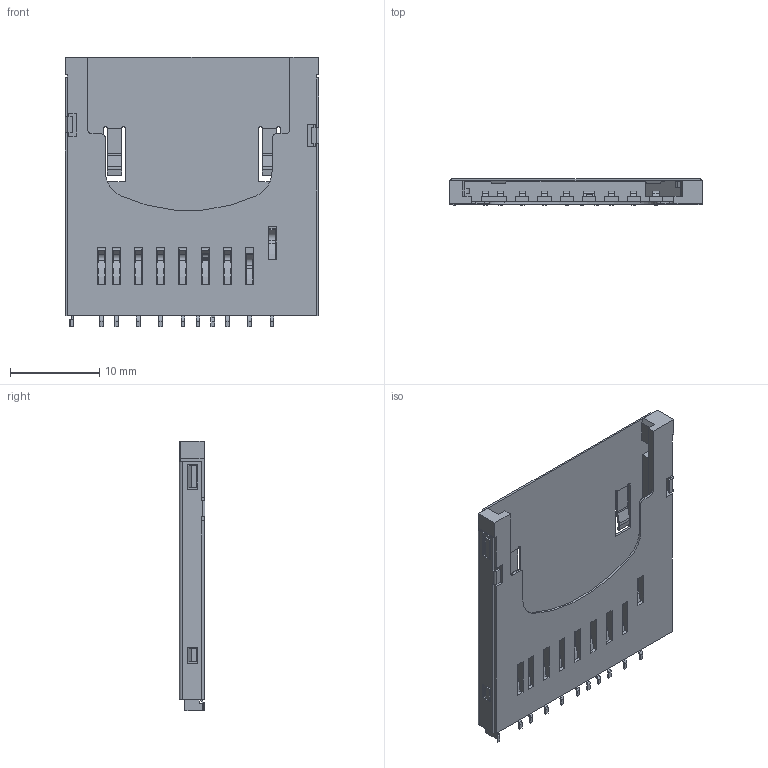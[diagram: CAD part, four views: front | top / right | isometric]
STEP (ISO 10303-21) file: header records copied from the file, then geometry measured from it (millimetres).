
FILE_DESCRIPTION(('STEP AP214'),'1');
FILE_NAME('10067847011rlf.stp','2015-01-27T22:45:50',('TraceParts'),('TraceParts S.A.'),'XStep 1.0',' ',' ');
FILE_SCHEMA(('automotive_design'));
Length unit declared in the file: millimetre
Products named in the file (2): ASM0001_ASM|Next assembly relationship|Next assembly relationship|Next assembly relationship;PRT0003; ASM0001_ASM|Next assembly relationship|Next assembly relationship;PRT0005
Bounding box: 28.45 x 2.9 x 30.25 mm (x, y, z)
Volume: 736.1 mm3; surface area: 3428.9 mm2
Topology: 2 solids, 2 shells, 493 faces, 1361 edges, 890 vertices
Faces by surface type: plane 386, cylinder 107
Entity records: 15661 total; most frequent: CARTESIAN_POINT 2794, ORIENTED_EDGE 2722, DIRECTION 2560, EDGE_CURVE 1361, LINE 1142, VECTOR 1142, VERTEX_POINT 890, AXIS2_PLACEMENT_3D 709
